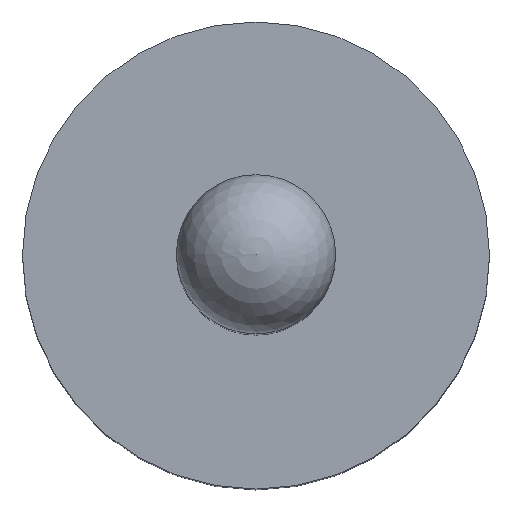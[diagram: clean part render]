
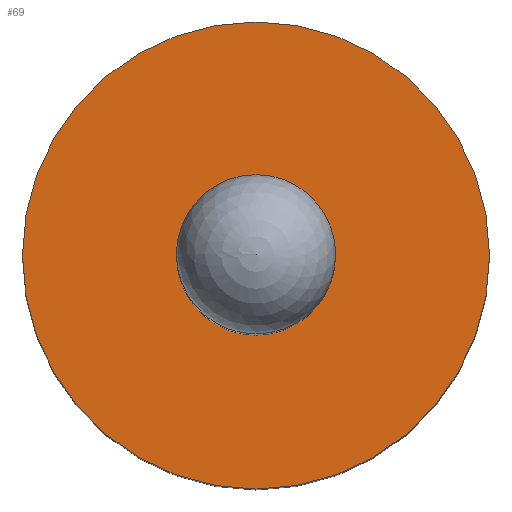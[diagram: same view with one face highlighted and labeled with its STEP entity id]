
A CAD part, top view. The second image highlights one B-rep face of the part: STEP entity #69.
In plain terms, the highlighted planar face has unit normal (0, 0, 1).
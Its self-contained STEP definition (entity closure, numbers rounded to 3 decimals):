
#24 = VERTEX_POINT('',#25);
#25 = CARTESIAN_POINT('',(-0.3,0.,8.96));
#39 = EDGE_CURVE('',#24,#24,#40,.T.);
#40 = CIRCLE('',#41,0.3);
#41 = AXIS2_PLACEMENT_3D('',#42,#43,#44);
#42 = CARTESIAN_POINT('',(0.,0.,8.96));
#43 = DIRECTION('',(0.,0.,1.));
#44 = DIRECTION('',(-1.,0.,0.));
#69 = ADVANCED_FACE('',(#70,#73),#84,.T.);
#70 = FACE_BOUND('',#71,.F.);
#71 = EDGE_LOOP('',(#72));
#72 = ORIENTED_EDGE('',*,*,#39,.T.);
#73 = FACE_BOUND('',#74,.F.);
#74 = EDGE_LOOP('',(#75));
#75 = ORIENTED_EDGE('',*,*,#76,.F.);
#76 = EDGE_CURVE('',#77,#77,#79,.T.);
#77 = VERTEX_POINT('',#78);
#78 = CARTESIAN_POINT('',(-0.88,0.,8.96));
#79 = CIRCLE('',#80,0.88);
#80 = AXIS2_PLACEMENT_3D('',#81,#82,#83);
#81 = CARTESIAN_POINT('',(0.,0.,8.96));
#82 = DIRECTION('',(0.,0.,1.));
#83 = DIRECTION('',(-1.,0.,0.));
#84 = PLANE('',#85);
#85 = AXIS2_PLACEMENT_3D('',#86,#87,#88);
#86 = CARTESIAN_POINT('',(0.,0.,8.96));
#87 = DIRECTION('',(0.,0.,1.));
#88 = DIRECTION('',(-1.,-0.,-0.));
